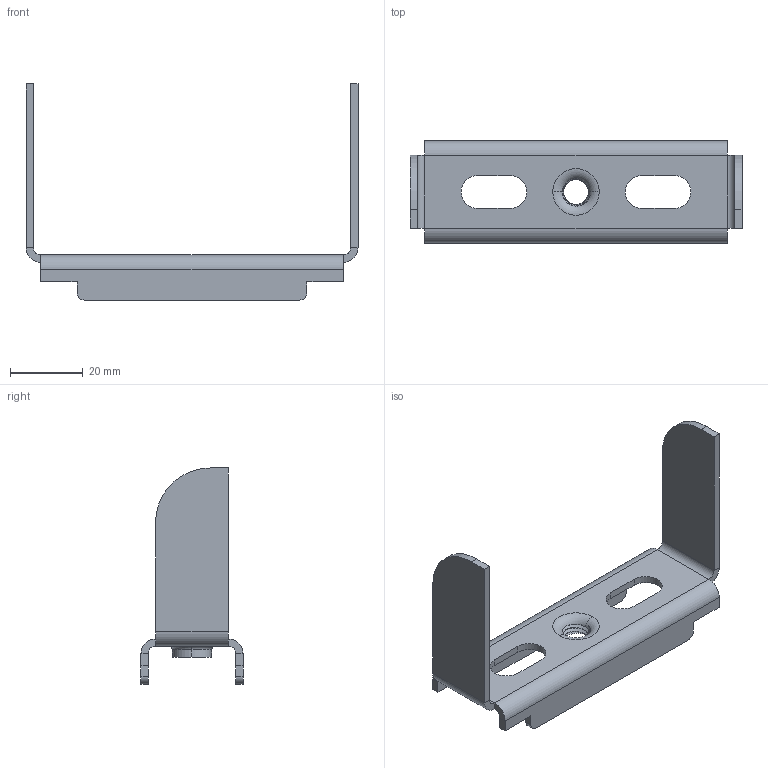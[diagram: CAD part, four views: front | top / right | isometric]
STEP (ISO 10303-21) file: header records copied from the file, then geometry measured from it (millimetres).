
FILE_DESCRIPTION((''),'2;1');
FILE_NAME('WKW100H60_PRT','2020-01-02T10:47:42',('tomasz.grudniewski'),(''),'CREO PARAMETRIC BY PTC INC, 2018400','CREO PARAMETRIC BY PTC INC, 2018400','');
FILE_SCHEMA(('CONFIG_CONTROL_DESIGN'));
Length unit declared in the file: millimetre
Products named in the file (1): WKW100H60_PRT
Bounding box: 91 x 28 x 59.22 mm (x, y, z)
Volume: 10477.2 mm3; surface area: 11639.7 mm2
Topology: 1 solids, 1 shells, 73 faces, 177 edges, 106 vertices
Faces by surface type: plane 44, cylinder 20, torus 5, bspline 4
Entity records: 2615 total; most frequent: CARTESIAN_POINT 873, ORIENTED_EDGE 354, DIRECTION 348, EDGE_CURVE 177, AXIS2_PLACEMENT_3D 118, VECTOR 112, LINE 112, VERTEX_POINT 106
